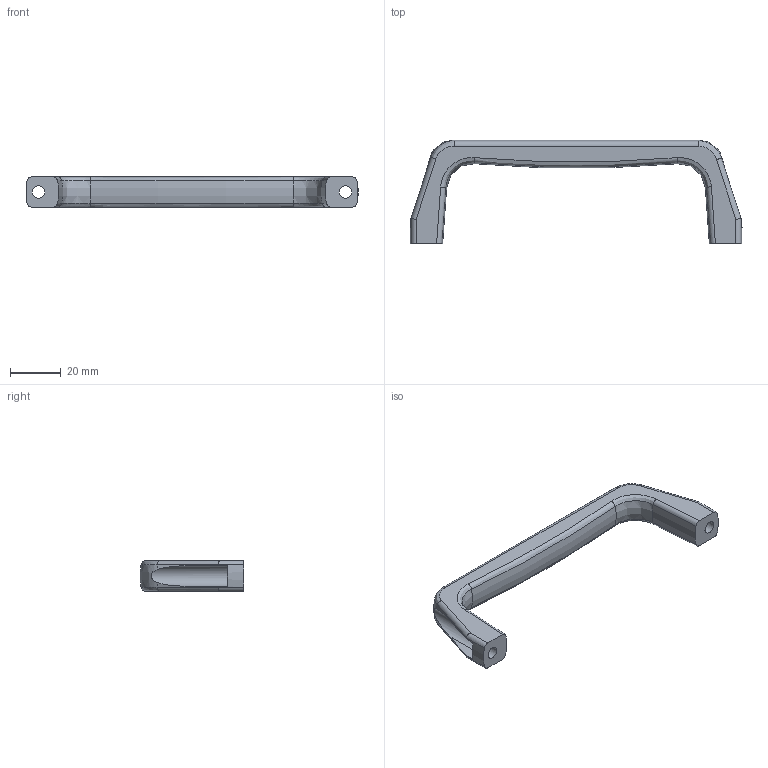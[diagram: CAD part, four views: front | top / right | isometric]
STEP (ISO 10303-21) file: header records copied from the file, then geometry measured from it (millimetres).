
FILE_DESCRIPTION((''),'2;1');
FILE_NAME('AR3621.stp','2016-08-04T08:25:14',('Envy'),(''),'Autodesk Inventor 2013','Autodesk Inventor 2013','');
FILE_SCHEMA(('AUTOMOTIVE_DESIGN { 1 0 10303 214 1 1 1 1 }'));
Length unit declared in the file: millimetre
Products named in the file (1): AR3621
Bounding box: 130.91 x 40.95 x 12 mm (x, y, z)
Volume: 19186.7 mm3; surface area: 8054.8 mm2
Topology: 1 solids, 1 shells, 62 faces, 176 edges, 114 vertices
Faces by surface type: bspline 22, cylinder 20, plane 18, cone 2
Full cylindrical faces by diameter (mm): 4.9 x2
Entity records: 3281 total; most frequent: CARTESIAN_POINT 1765, ORIENTED_EDGE 340, DIRECTION 278, EDGE_CURVE 170, VERTEX_POINT 112, AXIS2_PLACEMENT_3D 107, EDGE_LOOP 68, VECTOR 64
